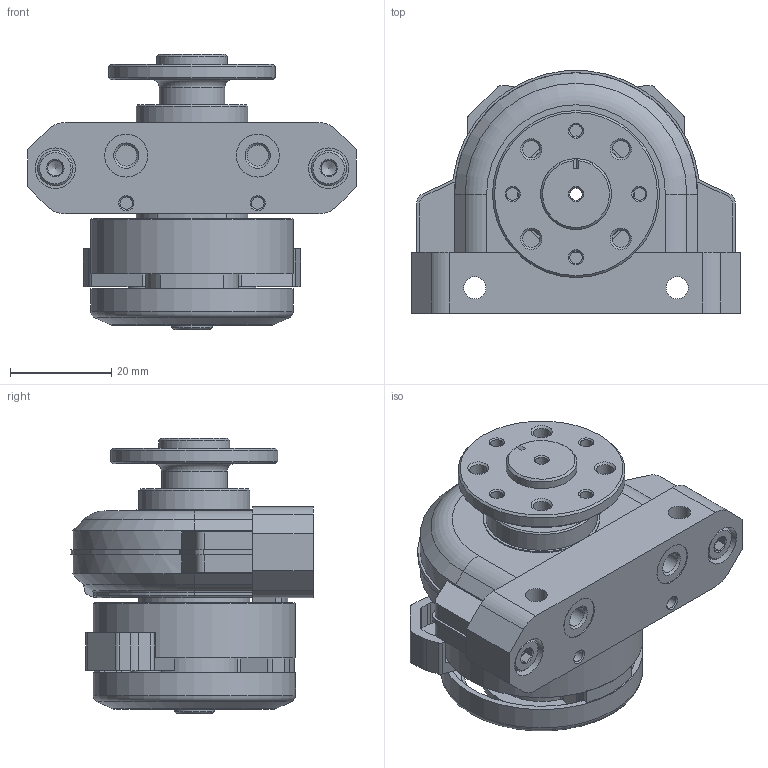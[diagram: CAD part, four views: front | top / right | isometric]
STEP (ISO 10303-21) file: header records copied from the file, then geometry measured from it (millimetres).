
FILE_DESCRIPTION(/* description */ ('STEP AP214'),/* implementation_level */ '2;1');
FILE_NAME(/* name */ '30654_DSRL-12-180-P-FW',/* time_stamp */ '2024-08-23T14:22:48+02:00',/* author */ ('License CC BY-ND 4.0'),/* organization */ ('CADENAS'),/* preprocessor_version */ 'ST-DEVELOPER v19.3',/* originating_system */ 'PARTsolutions',/* authorisation */ ' ');
FILE_SCHEMA (('AUTOMOTIVE_DESIGN {1 0 10303 214 3 1 1}'));
Length unit declared in the file: millimetre
Products named in the file (5): 30654 DSRL-12-180-P-FW---(0); 30654 DSRL-12-180-P-FW---(Geh); 254077 DSRL-12-180-P-FW---(Ks); 254342---(Kappe); 243090---(Schalt)
Assembly tree (5 placements, depth 2):
  30654 DSRL-12-180-P-FW---(0)
    30654 DSRL-12-180-P-FW---(Geh)
    254077 DSRL-12-180-P-FW---(Ks)
    254342---(Kappe)
    243090---(Schalt)  x2
Bounding box: 65 x 47.91 x 54.4 mm (x, y, z)
Volume: 52219.8 mm3; surface area: 29427.7 mm2
Topology: 5 solids, 5 shells, 618 faces, 1558 edges, 985 vertices
Faces by surface type: plane 304, cylinder 210, cone 81, torus 23
Full cylindrical faces by diameter (mm): 2.459 x7, 3 x2, 3.1 x2, 3.4 x4, 4.134 x2, 4.4 x2, 5.5 x2, 7 x2, 8 x6, 8.5 x2, 9 x1, 10 x3, 13 x2, 14 x1, 15 x2, 15.8 x1, 22 x2, 23 x2, 33 x1, 37.5 x2, 37.7 x1, 40 x2
Entity records: 15961 total; most frequent: DIRECTION 2583, CARTESIAN_POINT 2570, ORIENTED_EDGE 2254, EDGE_CURVE 1127, AXIS2_PLACEMENT_3D 995, VERTEX_POINT 770, FACE_BOUND 685, EDGE_LOOP 682
